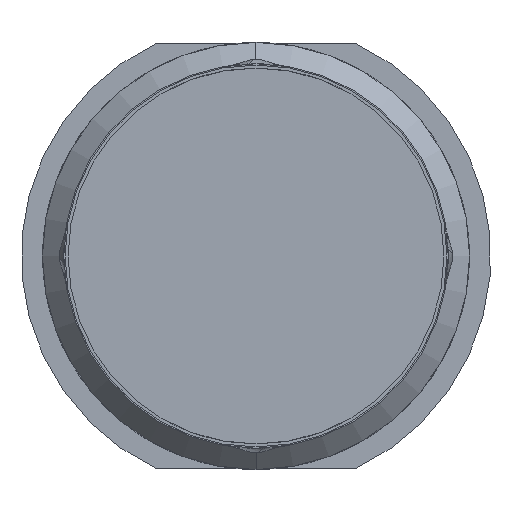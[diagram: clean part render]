
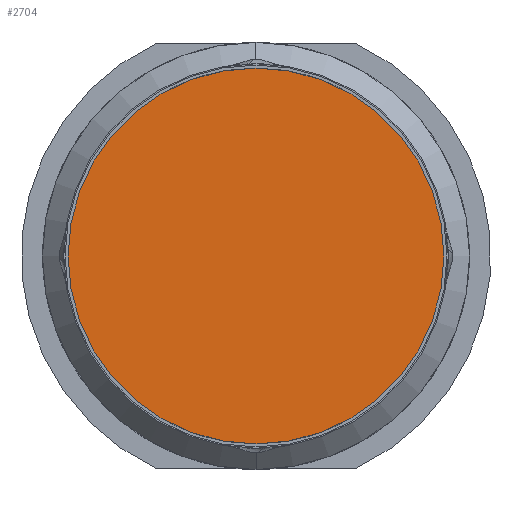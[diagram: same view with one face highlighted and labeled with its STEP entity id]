
A CAD part, front view. The second image highlights one B-rep face of the part: STEP entity #2704.
In plain terms, the highlighted planar face has unit normal (0, -1, 0).
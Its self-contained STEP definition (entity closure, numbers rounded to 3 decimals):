
#241 = AXIS2_PLACEMENT_3D ( 'NONE', #2447, #2065, #243 ) ;
#243 = DIRECTION ( 'NONE',  ( -1., 0., 0. ) ) ;
#833 = VERTEX_POINT ( 'NONE', #837 ) ;
#837 = CARTESIAN_POINT ( 'NONE',  ( -2.2, 0., 0. ) ) ;
#1188 = CIRCLE ( 'NONE', #241, 2.2 ) ;
#1398 = ORIENTED_EDGE ( 'NONE', *, *, #4141, .T. ) ;
#1412 = CARTESIAN_POINT ( 'NONE',  ( 0., 0., -1.9 ) ) ;
#1524 = EDGE_CURVE ( 'Defeature ausgef�hrt1_52+Defeature ausgef�hrt1_59+Defeature ausgef�hrt1_59+Defeature ausgef�hrt1_59', #1925, #833, #3220, .T. ) ;
#1925 = VERTEX_POINT ( 'NONE', #2568 ) ;
#1957 = EDGE_LOOP ( 'NONE', ( #1398, #2831 ) ) ;
#2065 = DIRECTION ( 'NONE',  ( 0., -1., 0. ) ) ;
#2274 = PLANE ( 'NONE',  #4774 ) ;
#2447 = CARTESIAN_POINT ( 'NONE',  ( 0., 0., 0. ) ) ;
#2568 = CARTESIAN_POINT ( 'NONE',  ( 2.2, 0., 0. ) ) ;
#2704 = ADVANCED_FACE ( 'Defeature ausgef�hrt1_52', ( #3750 ), #2274, .F. ) ;
#2735 = DIRECTION ( 'NONE',  ( 0., -1., 0. ) ) ;
#2831 = ORIENTED_EDGE ( 'NONE', *, *, #1524, .T. ) ;
#2884 = DIRECTION ( 'NONE',  ( 1., 0., 0. ) ) ;
#3183 = DIRECTION ( 'NONE',  ( -1., 0., 0. ) ) ;
#3220 = CIRCLE ( 'NONE', #5047, 2.2 ) ;
#3633 = DIRECTION ( 'NONE',  ( 0., 1., 0. ) ) ;
#3643 = CARTESIAN_POINT ( 'NONE',  ( 0., 0., 0. ) ) ;
#3750 = FACE_OUTER_BOUND ( 'NONE', #1957, .T. ) ;
#4141 = EDGE_CURVE ( 'Defeature ausgef�hrt1_52+Defeature ausgef�hrt1_59+Defeature ausgef�hrt1_59+Defeature ausgef�hrt1_59', #833, #1925, #1188, .T. ) ;
#4774 = AXIS2_PLACEMENT_3D ( 'NONE', #1412, #3633, #2884 ) ;
#5047 = AXIS2_PLACEMENT_3D ( 'NONE', #3643, #2735, #3183 ) ;
